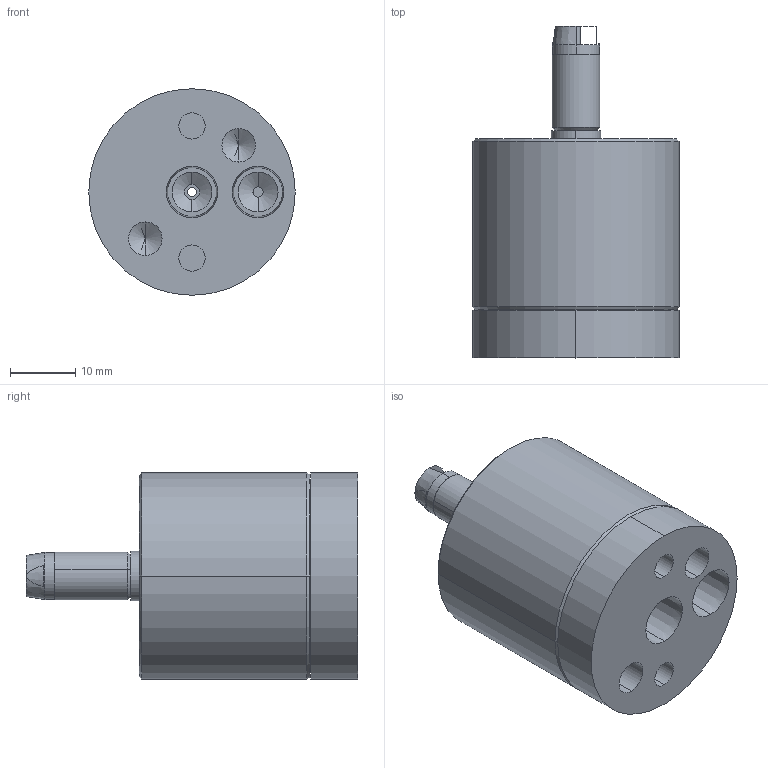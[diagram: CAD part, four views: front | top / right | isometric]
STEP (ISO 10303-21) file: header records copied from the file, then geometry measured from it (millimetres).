
FILE_DESCRIPTION (( 'STEP AP214' ), '1' );
FILE_NAME ('CTSC-001449.STEP', '2024-12-10T16:00:14', ( '' ), ( '' ), 'SwSTEP 2.0', 'SolidWorks 2023', '' );
FILE_SCHEMA (( 'AUTOMOTIVE_DESIGN' ));
Length unit declared in the file: inch
Products named in the file (1): CTSC-001449
Bounding box: 31.75 x 51.03 x 31.75 mm (x, y, z)
Volume: 25559.4 mm3; surface area: 7869.3 mm2
Topology: 2 solids, 3 shells, 81 faces, 176 edges, 106 vertices
Faces by surface type: cylinder 36, cone 23, plane 20, torus 2
Entity records: 2980 total; most frequent: DIRECTION 418, CARTESIAN_POINT 409, ORIENTED_EDGE 328, AXIS2_PLACEMENT_3D 179, EDGE_CURVE 164, VERTEX_POINT 102, EDGE_LOOP 98, CIRCLE 98
